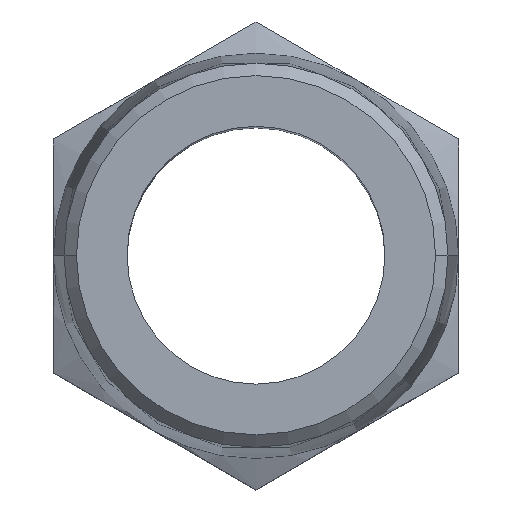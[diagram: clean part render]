
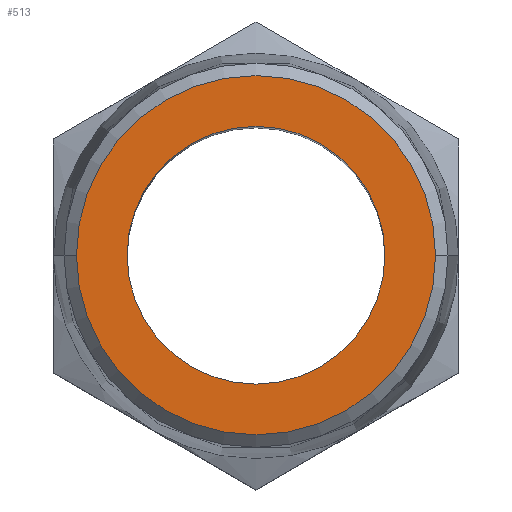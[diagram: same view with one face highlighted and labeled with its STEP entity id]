
A CAD part, top view. The second image highlights one B-rep face of the part: STEP entity #513.
In plain terms, the highlighted planar face has unit normal (0, 0, 1).
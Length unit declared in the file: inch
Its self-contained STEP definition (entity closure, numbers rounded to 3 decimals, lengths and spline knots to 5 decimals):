
#63 = CARTESIAN_POINT ( 'NONE',  ( 0., 0., 0.94488 ) ) ;
#66 = ORIENTED_EDGE ( 'NONE', *, *, #288, .T. ) ;
#68 = DIRECTION ( 'NONE',  ( 0., 0., 1. ) ) ;
#152 = AXIS2_PLACEMENT_3D ( 'NONE', #221, #1016, #773 ) ;
#165 = DIRECTION ( 'NONE',  ( 1., 0., 0. ) ) ;
#181 = FACE_OUTER_BOUND ( 'NONE', #444, .T. ) ;
#186 = DIRECTION ( 'NONE',  ( 0., 0., 1. ) ) ;
#195 = DIRECTION ( 'NONE',  ( 1., 0., 0. ) ) ;
#221 = CARTESIAN_POINT ( 'NONE',  ( 0., 0., 0.94488 ) ) ;
#223 = AXIS2_PLACEMENT_3D ( 'NONE', #637, #68, #225 ) ;
#225 = DIRECTION ( 'NONE',  ( 1., 0., 0. ) ) ;
#246 = EDGE_CURVE ( 'NONE', #283, #885, #634, .T. ) ;
#256 = CIRCLE ( 'NONE', #454, 0.27559 ) ;
#283 = VERTEX_POINT ( 'NONE', #767 ) ;
#288 = EDGE_CURVE ( 'NONE', #667, #696, #921, .T. ) ;
#301 = EDGE_LOOP ( 'NONE', ( #416, #1004 ) ) ;
#347 = EDGE_CURVE ( 'NONE', #696, #667, #958, .T. ) ;
#414 = CARTESIAN_POINT ( 'NONE',  ( -0.38395, 0., 0.94488 ) ) ;
#416 = ORIENTED_EDGE ( 'NONE', *, *, #246, .F. ) ;
#428 = EDGE_CURVE ( 'NONE', #885, #283, #256, .T. ) ;
#444 = EDGE_LOOP ( 'NONE', ( #974, #66 ) ) ;
#454 = AXIS2_PLACEMENT_3D ( 'NONE', #476, #793, #165 ) ;
#458 = DIRECTION ( 'NONE',  ( 0., 0., 1. ) ) ;
#469 = AXIS2_PLACEMENT_3D ( 'NONE', #63, #458, #544 ) ;
#476 = CARTESIAN_POINT ( 'NONE',  ( 0., 0., 0.94488 ) ) ;
#513 = ADVANCED_FACE ( 'NONE', ( #181, #1009 ), #593, .T. ) ;
#544 = DIRECTION ( 'NONE',  ( 1., 0., 0. ) ) ;
#593 = PLANE ( 'NONE',  #1024 ) ;
#634 = CIRCLE ( 'NONE', #152, 0.27559 ) ;
#637 = CARTESIAN_POINT ( 'NONE',  ( 0., 0., 0.94488 ) ) ;
#667 = VERTEX_POINT ( 'NONE', #692 ) ;
#692 = CARTESIAN_POINT ( 'NONE',  ( 0.38395, 0., 0.94488 ) ) ;
#696 = VERTEX_POINT ( 'NONE', #414 ) ;
#767 = CARTESIAN_POINT ( 'NONE',  ( -0.27559, 0., 0.94488 ) ) ;
#773 = DIRECTION ( 'NONE',  ( 1., 0., 0. ) ) ;
#793 = DIRECTION ( 'NONE',  ( 0., 0., 1. ) ) ;
#843 = CARTESIAN_POINT ( 'NONE',  ( 0.27559, 0., 0.94488 ) ) ;
#885 = VERTEX_POINT ( 'NONE', #843 ) ;
#921 = CIRCLE ( 'NONE', #469, 0.38395 ) ;
#958 = CIRCLE ( 'NONE', #223, 0.38395 ) ;
#974 = ORIENTED_EDGE ( 'NONE', *, *, #347, .T. ) ;
#1004 = ORIENTED_EDGE ( 'NONE', *, *, #428, .F. ) ;
#1009 = FACE_BOUND ( 'NONE', #301, .T. ) ;
#1016 = DIRECTION ( 'NONE',  ( 0., 0., 1. ) ) ;
#1017 = CARTESIAN_POINT ( 'NONE',  ( 0., 0., 0.94488 ) ) ;
#1024 = AXIS2_PLACEMENT_3D ( 'NONE', #1017, #186, #195 ) ;
